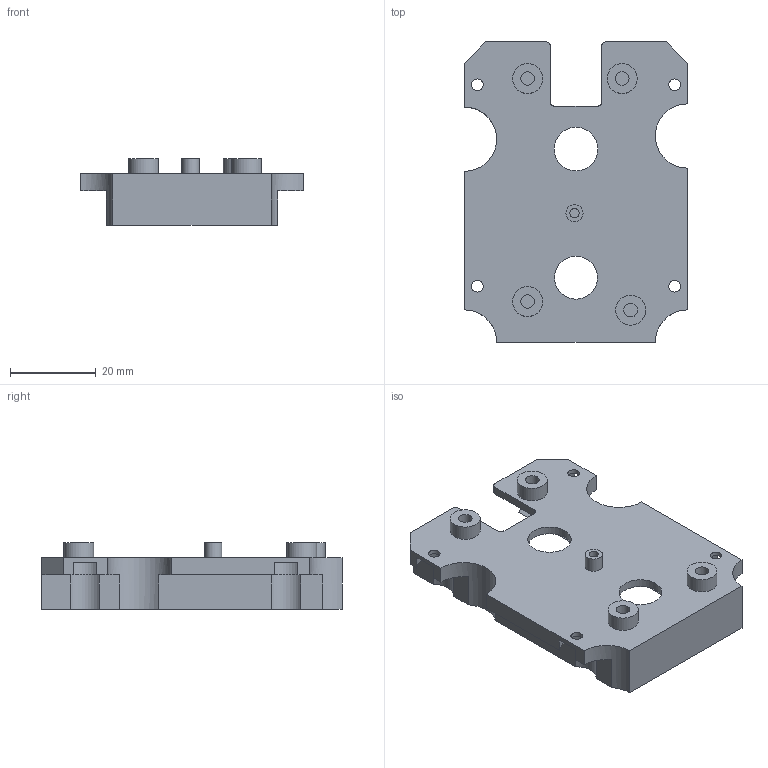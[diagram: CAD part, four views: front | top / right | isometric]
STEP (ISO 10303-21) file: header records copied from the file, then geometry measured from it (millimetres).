
FILE_DESCRIPTION(/* description */ (''),/* implementation_level */ '2;1');
FILE_NAME(/* name */ 'Mount Battery Board.step',/* time_stamp */ '2025-05-26T22:36:05-05:00',/* author */ (''),/* organization */ (''),/* preprocessor_version */ 'ST-DEVELOPER v20.1',/* originating_system */ 'Autodesk Translation Framework v14.4.0.0',/* authorisation */ '');
FILE_SCHEMA (('AUTOMOTIVE_DESIGN { 1 0 10303 214 3 1 1 }'));
Length unit declared in the file: millimetre
Products named in the file (1): 2025-05-26-22-36-05-468
Bounding box: 52 x 70 x 15.5 mm (x, y, z)
Volume: 11409.9 mm3; surface area: 11369.4 mm2
Topology: 1 solids, 1 shells, 76 faces, 192 edges, 128 vertices
Faces by surface type: plane 42, cylinder 34
Full cylindrical faces by diameter (mm): 2.2 x1, 2.7 x4, 3.2 x4, 4 x1, 7 x4, 10 x1, 10.198 x1
Entity records: 2367 total; most frequent: DIRECTION 420, CARTESIAN_POINT 397, ORIENTED_EDGE 384, EDGE_CURVE 192, AXIS2_PLACEMENT_3D 151, VERTEX_POINT 128, LINE 118, VECTOR 118
